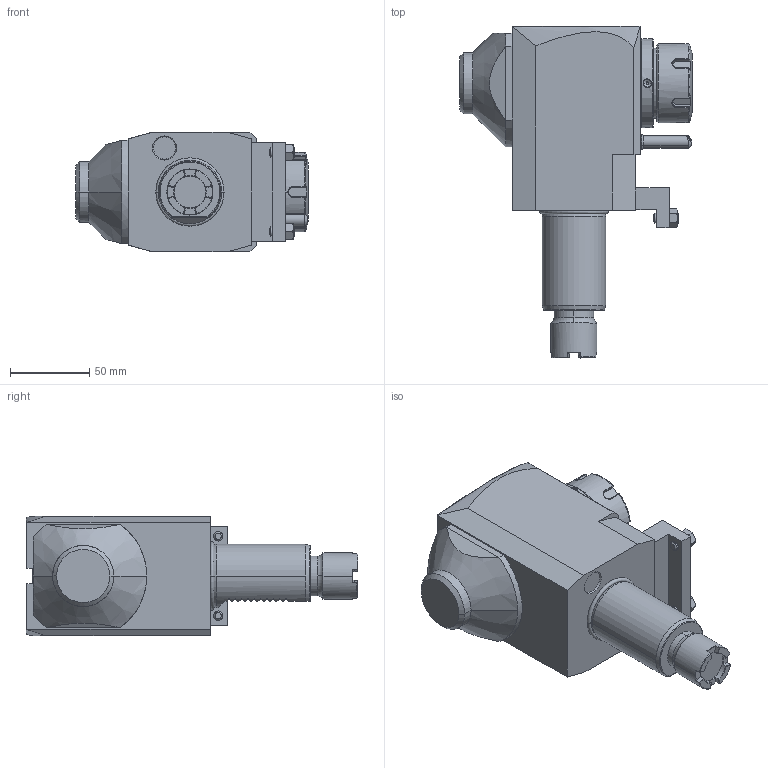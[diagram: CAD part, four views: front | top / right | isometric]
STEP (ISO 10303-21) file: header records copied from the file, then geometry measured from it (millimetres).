
FILE_DESCRIPTION((''),'2;1');
FILE_NAME('NGT1_40_251_32_3_1_80JD','2021-12-01T',('vali'),('NOVA GRUP'),'PRO/ENGINEER BY PARAMETRIC TECHNOLOGY CORPORATION, 2010280','PRO/ENGINEER BY PARAMETRIC TECHNOLOGY CORPORATION, 2010280','');
FILE_SCHEMA(('CONFIG_CONTROL_DESIGN'));
Length unit declared in the file: millimetre
Products named in the file (1): NGT1_40_251_32_3_1_80JD
Bounding box: 146.6 x 209 x 75 mm (x, y, z)
Volume: 942892.9 mm3; surface area: 77046.7 mm2
Topology: 1 solids, 1 shells, 456 faces, 1155 edges, 713 vertices
Faces by surface type: plane 189, cone 97, cylinder 87, bspline 66, torus 13, extrusion 2, sphere 2
Entity records: 19092 total; most frequent: CARTESIAN_POINT 9079, ORIENTED_EDGE 2286, DIRECTION 1715, EDGE_CURVE 1143, VERTEX_POINT 713, AXIS2_PLACEMENT_3D 626, EDGE_LOOP 482, VECTOR 463
